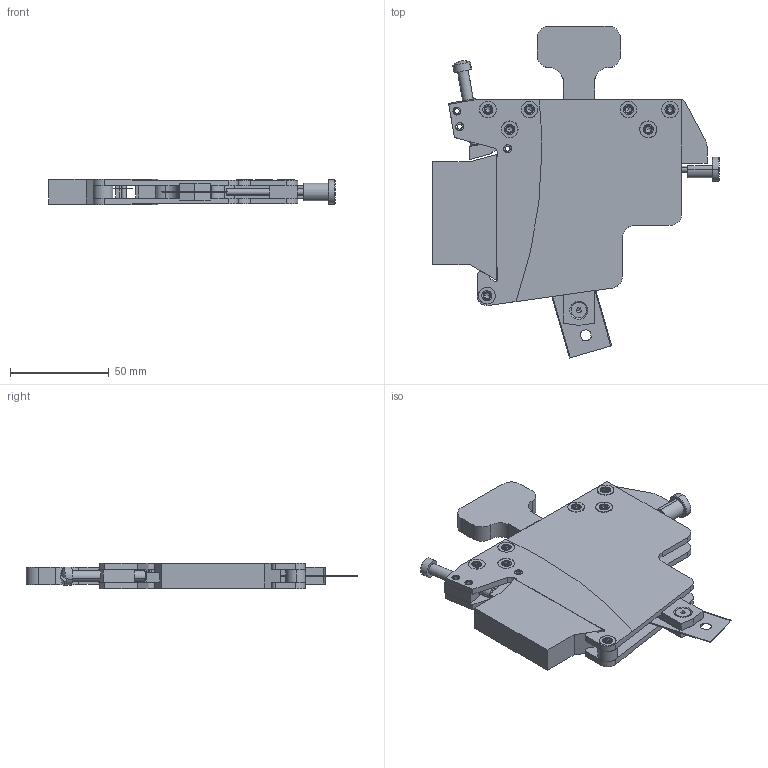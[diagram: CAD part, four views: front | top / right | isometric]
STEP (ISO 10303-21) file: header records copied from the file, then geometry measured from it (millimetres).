
FILE_DESCRIPTION (( 'STEP AP214' ), '1' );
FILE_NAME ('P2190-0001.STEP', '2022-10-18T17:38:43', ( '' ), ( '' ), 'SwSTEP 2.0', 'SolidWorks 2021', '' );
FILE_SCHEMA (( 'AUTOMOTIVE_DESIGN' ));
Length unit declared in the file: inch
Products named in the file (1): P2190-0001
Bounding box: 144.98 x 167.7 x 12.69 mm (x, y, z)
Surface area: 58988.8 mm2 (no closed solid volume)
Topology: 0 solids, 34 shells, 470 faces, 1531 edges, 1073 vertices
Faces by surface type: cylinder 233, plane 189, cone 40, sphere 4, torus 4
Entity records: 23770 total; most frequent: CARTESIAN_POINT 4039, DIRECTION 2934, ORIENTED_EDGE 2638, EDGE_CURVE 1515, AXIS2_PLACEMENT_3D 1088, VERTEX_POINT 1073, VECTOR 758, LINE 758
